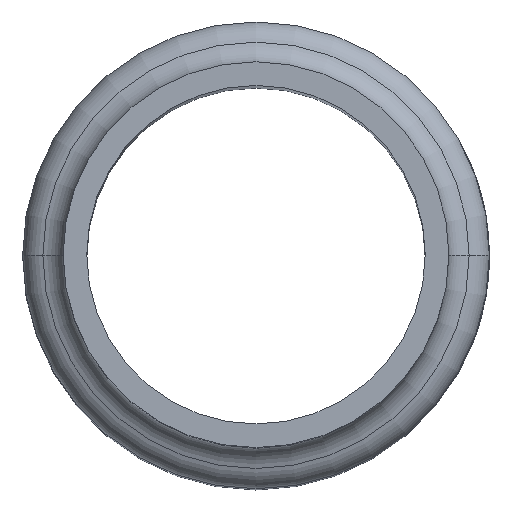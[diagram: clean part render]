
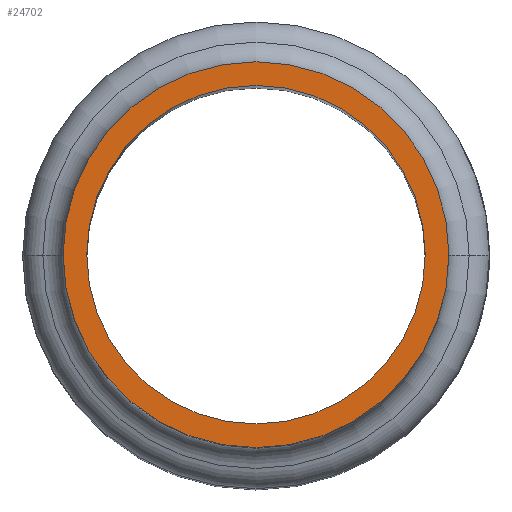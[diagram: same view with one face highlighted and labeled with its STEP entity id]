
A CAD part, top view. The second image highlights one B-rep face of the part: STEP entity #24702.
In plain terms, the highlighted planar face has unit normal (0, 0, 1).
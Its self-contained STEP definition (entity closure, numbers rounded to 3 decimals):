
#138 = EDGE_CURVE ( 'NONE', #20680, #28025, #7565, .T. ) ;
#1144 = CARTESIAN_POINT ( 'NONE',  ( 21.2, 0., 0. ) ) ;
#1203 = AXIS2_PLACEMENT_3D ( 'NONE', #16104, #7567, #18228 ) ;
#2793 = CARTESIAN_POINT ( 'NONE',  ( 0., 19.6, 0. ) ) ;
#3635 = EDGE_CURVE ( 'NONE', #24390, #20507, #24173, .T. ) ;
#3893 = AXIS2_PLACEMENT_3D ( 'NONE', #2793, #13740, #27085 ) ;
#4031 = DIRECTION ( 'NONE',  ( 0., 0., 1. ) ) ;
#4655 = DIRECTION ( 'NONE',  ( 0., 0., 1. ) ) ;
#5731 = DIRECTION ( 'NONE',  ( 1., 0., 0. ) ) ;
#5772 = CIRCLE ( 'NONE', #21668, 21.2 ) ;
#6138 = CARTESIAN_POINT ( 'NONE',  ( 18.6, 0., 0. ) ) ;
#6566 = CARTESIAN_POINT ( 'NONE',  ( 0., 0., 0. ) ) ;
#6907 = AXIS2_PLACEMENT_3D ( 'NONE', #22943, #4031, #5731 ) ;
#7565 = CIRCLE ( 'NONE', #1203, 18.6 ) ;
#7567 = DIRECTION ( 'NONE',  ( 0., 0., 1. ) ) ;
#11498 = EDGE_LOOP ( 'NONE', ( #22914, #19735 ) ) ;
#12377 = EDGE_CURVE ( 'NONE', #20507, #24390, #5772, .T. ) ;
#13595 = CARTESIAN_POINT ( 'NONE',  ( 0., 0., 0. ) ) ;
#13740 = DIRECTION ( 'NONE',  ( 0., 0., -1. ) ) ;
#13920 = CARTESIAN_POINT ( 'NONE',  ( -21.2, 0., 0. ) ) ;
#14481 = CIRCLE ( 'NONE', #24467, 18.6 ) ;
#14630 = EDGE_CURVE ( 'NONE', #28025, #20680, #14481, .T. ) ;
#14863 = ORIENTED_EDGE ( 'NONE', *, *, #12377, .T. ) ;
#15240 = DIRECTION ( 'NONE',  ( 1., 0., 0. ) ) ;
#15594 = DIRECTION ( 'NONE',  ( 1., 0., 0. ) ) ;
#16104 = CARTESIAN_POINT ( 'NONE',  ( 0., 0., 0. ) ) ;
#18228 = DIRECTION ( 'NONE',  ( 1., 0., 0. ) ) ;
#19735 = ORIENTED_EDGE ( 'NONE', *, *, #138, .F. ) ;
#20507 = VERTEX_POINT ( 'NONE', #1144 ) ;
#20570 = FACE_BOUND ( 'NONE', #11498, .T. ) ;
#20680 = VERTEX_POINT ( 'NONE', #25280 ) ;
#21253 = ORIENTED_EDGE ( 'NONE', *, *, #3635, .T. ) ;
#21668 = AXIS2_PLACEMENT_3D ( 'NONE', #6566, #26163, #15240 ) ;
#22847 = PLANE ( 'NONE',  #3893 ) ;
#22914 = ORIENTED_EDGE ( 'NONE', *, *, #14630, .F. ) ;
#22943 = CARTESIAN_POINT ( 'NONE',  ( 0., 0., 0. ) ) ;
#24173 = CIRCLE ( 'NONE', #6907, 21.2 ) ;
#24390 = VERTEX_POINT ( 'NONE', #13920 ) ;
#24467 = AXIS2_PLACEMENT_3D ( 'NONE', #13595, #4655, #15594 ) ;
#24702 = ADVANCED_FACE ( 'NONE', ( #20570, #26938 ), #22847, .F. ) ;
#25280 = CARTESIAN_POINT ( 'NONE',  ( -18.6, 0., 0. ) ) ;
#26163 = DIRECTION ( 'NONE',  ( 0., 0., 1. ) ) ;
#26777 = EDGE_LOOP ( 'NONE', ( #14863, #21253 ) ) ;
#26938 = FACE_OUTER_BOUND ( 'NONE', #26777, .T. ) ;
#27085 = DIRECTION ( 'NONE',  ( -1., 0., 0. ) ) ;
#28025 = VERTEX_POINT ( 'NONE', #6138 ) ;
